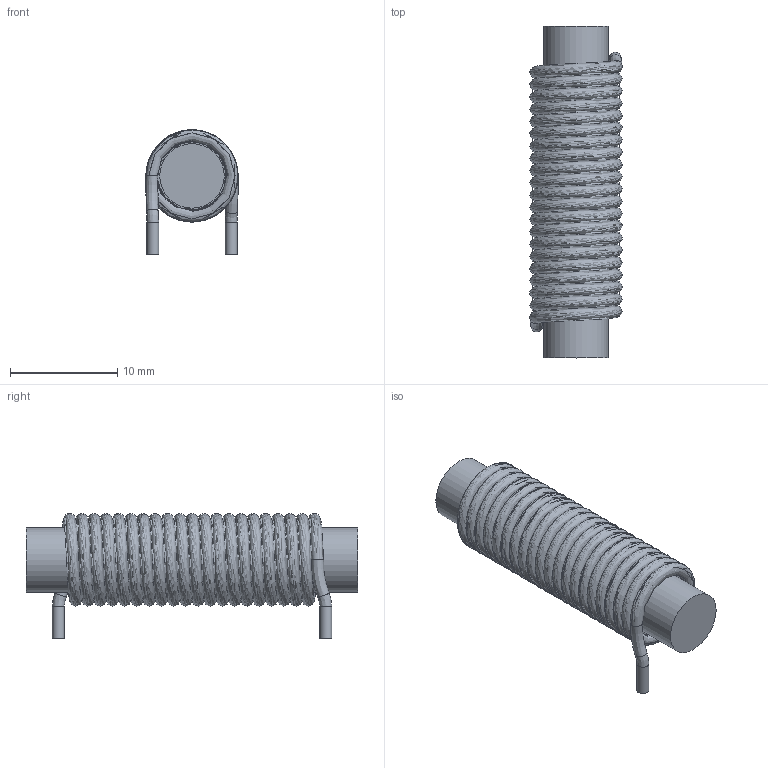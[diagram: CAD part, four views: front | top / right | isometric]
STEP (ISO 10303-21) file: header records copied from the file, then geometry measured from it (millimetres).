
FILE_DESCRIPTION(/* description */ (''),/* implementation_level */ '2;1');
FILE_NAME(/* name */ '7847131100',/* time_stamp */ '2018-08-28T13:52:40+02:00',/* author */ ('WJ'),/* organization */ ('WÃ¼rth Elektronik eiSos GmbH & Co. KG'),/* preprocessor_version */ 'ST-DEVELOPER v16.7',/* originating_system */ 'DEX',/* authorisation */ $);
FILE_SCHEMA (('AUTOMOTIVE_DESIGN {1 0 10303 214 3 1 1}'));
Length unit declared in the file: millimetre
Products named in the file (4): 7847131100; core; coil; glue
Assembly tree (3 placements, depth 2):
  7847131100
    core
    coil
    glue
Bounding box: 8.6 x 30.9 x 11.6 mm (x, y, z)
Volume: 1467.8 mm3; surface area: 3442.3 mm2
Topology: 3 solids, 3 shells, 17 faces, 28 edges, 17 vertices
Faces by surface type: plane 6, bspline 6, cylinder 5
Full cylindrical faces by diameter (mm): 1.12 x2, 6 x2
Entity records: 4726 total; most frequent: CARTESIAN_POINT 4281, DIRECTION 58, ORIENTED_EDGE 36, AXIS2_PLACEMENT_3D 29, EDGE_LOOP 28, FACE_BOUND 28, EDGE_CURVE 18, ADVANCED_FACE 17
